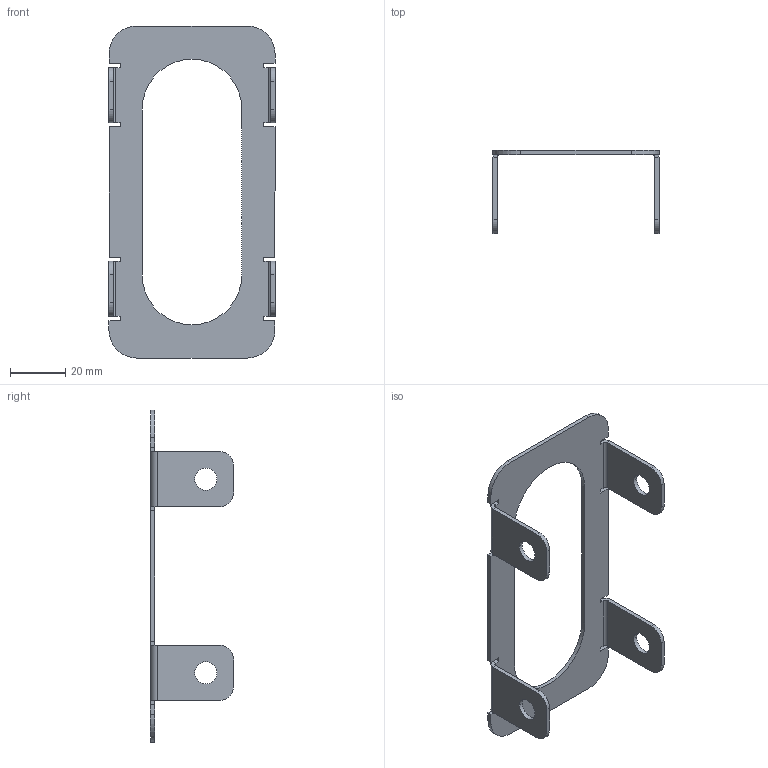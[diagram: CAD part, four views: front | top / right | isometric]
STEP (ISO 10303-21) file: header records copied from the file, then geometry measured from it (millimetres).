
FILE_DESCRIPTION (( 'STEP AP214' ), '1' );
FILE_NAME ('Part43.STEP', '2025-03-03T12:58:40', ( '' ), ( '' ), 'SwSTEP 2.0', 'SolidWorks 2024', '' );
FILE_SCHEMA (( 'AUTOMOTIVE_DESIGN' ));
Length unit declared in the file: millimetre
Products named in the file (1): Part43
Bounding box: 60 x 30 x 120 mm (x, y, z)
Volume: 8796.3 mm3; surface area: 13146.3 mm2
Topology: 1 solids, 1 shells, 95 faces, 247 edges, 154 vertices
Faces by surface type: plane 64, cylinder 31
Entity records: 2910 total; most frequent: DIRECTION 501, CARTESIAN_POINT 497, ORIENTED_EDGE 494, EDGE_CURVE 247, VECTOR 185, LINE 185, AXIS2_PLACEMENT_3D 158, VERTEX_POINT 154
